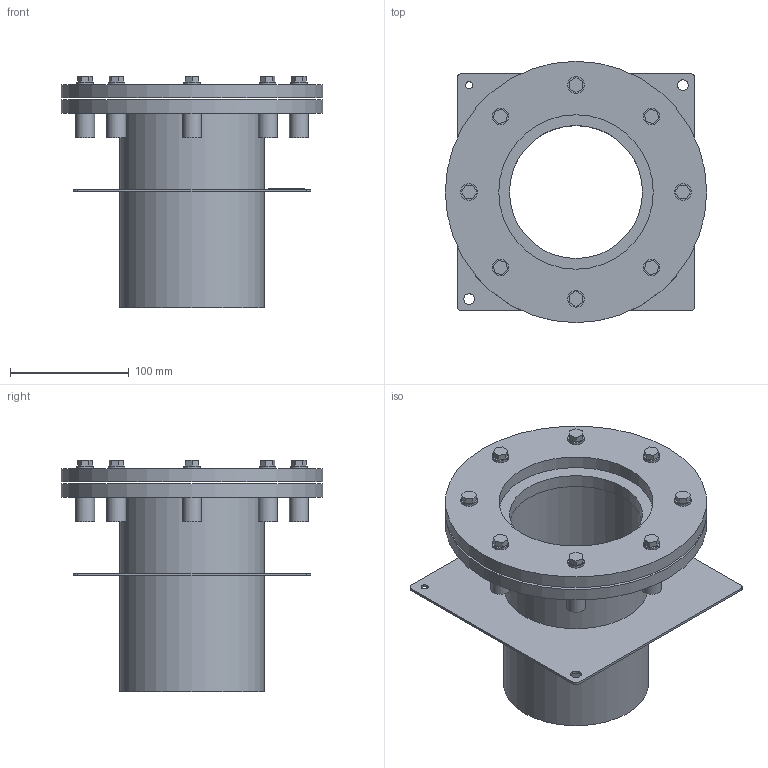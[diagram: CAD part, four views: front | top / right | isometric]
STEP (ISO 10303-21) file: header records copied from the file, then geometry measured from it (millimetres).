
FILE_DESCRIPTION(/* description */ (''),/* implementation_level */ '2;1');
FILE_NAME(/* name */ '53013_BWD_F_40_175.stp',/* time_stamp */ '2017-09-19T09:17:22+02:00',/* author */ ('guzb562'),/* organization */ (''),/* preprocessor_version */ 'ST-DEVELOPER v16.1',/* originating_system */ 'Autodesk Inventor 2016',/* authorisation */ '');
FILE_SCHEMA (('AUTOMOTIVE_DESIGN { 1 0 10303 214 3 1 1 }'));
Length unit declared in the file: millimetre
Products named in the file (1): 53013_BWD_F_40_175
Bounding box: 220 x 220 x 195 mm (x, y, z)
Volume: 913885.7 mm3; surface area: 319900.9 mm2
Topology: 2 solids, 2 shells, 323 faces, 801 edges, 534 vertices
Faces by surface type: plane 209, bspline 78, cylinder 36
Full cylindrical faces by diameter (mm): 6 x1, 9 x2, 13.866 x8, 16 x8, 112.004 x2, 114.3 x2, 122 x2, 130 x1, 220 x2
Entity records: 12242 total; most frequent: CARTESIAN_POINT 5069, ORIENTED_EDGE 1546, DIRECTION 1181, EDGE_CURVE 773, LINE 545, VECTOR 545, VERTEX_POINT 534, EDGE_LOOP 413
